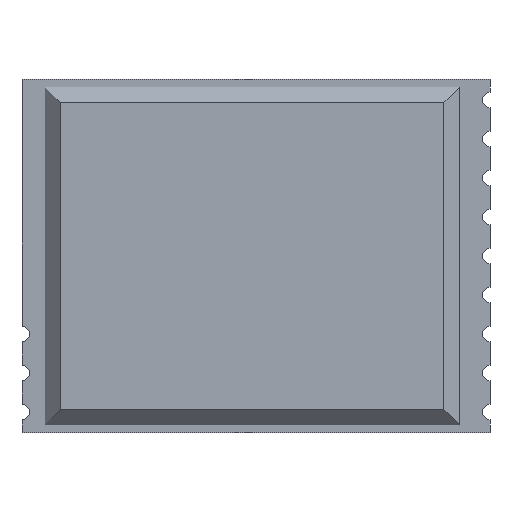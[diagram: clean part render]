
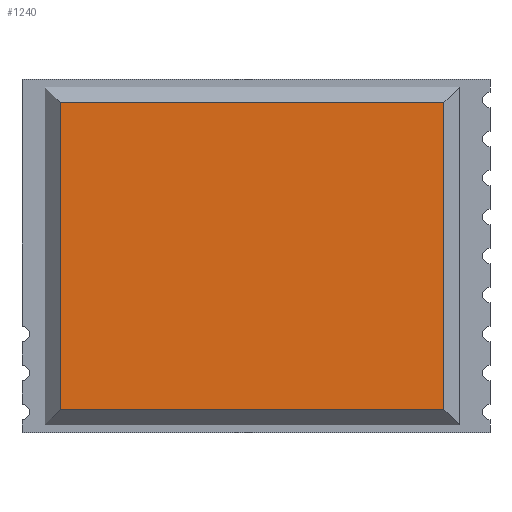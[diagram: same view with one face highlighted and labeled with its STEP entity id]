
A CAD part, top view. The second image highlights one B-rep face of the part: STEP entity #1240.
In plain terms, the highlighted planar face has unit normal (0, 0, 1).
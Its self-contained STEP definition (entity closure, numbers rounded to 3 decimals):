
#1201=CARTESIAN_POINT('',(0.,0.,1.49));
#1202=DIRECTION('',(0.,0.,1.));
#1203=DIRECTION('',(0.,1.,0.));
#1204=AXIS2_PLACEMENT_3D('',#1201,#1202,#1203);
#1205=PLANE('',#1204);
#1206=CARTESIAN_POINT('',(-12.74,-10.,1.49));
#1207=VERTEX_POINT('',#1206);
#1208=CARTESIAN_POINT('',(12.24,-10.,1.49));
#1209=VERTEX_POINT('',#1208);
#1210=CARTESIAN_POINT('',(-12.74,-10.,1.49));
#1211=DIRECTION('',(1.,0.,-0.));
#1212=VECTOR('',#1211,24.98);
#1213=LINE('',#1210,#1212);
#1214=EDGE_CURVE('',#1207,#1209,#1213,.T.);
#1215=ORIENTED_EDGE('',*,*,#1214,.T.);
#1216=CARTESIAN_POINT('',(12.24,10.,1.49));
#1217=VERTEX_POINT('',#1216);
#1218=CARTESIAN_POINT('',(12.24,-10.,1.49));
#1219=DIRECTION('',(0.,1.,0.));
#1220=VECTOR('',#1219,20.);
#1221=LINE('',#1218,#1220);
#1222=EDGE_CURVE('',#1209,#1217,#1221,.T.);
#1223=ORIENTED_EDGE('',*,*,#1222,.T.);
#1224=CARTESIAN_POINT('',(-12.74,10.,1.49));
#1225=VERTEX_POINT('',#1224);
#1226=CARTESIAN_POINT('',(12.24,10.,1.49));
#1227=DIRECTION('',(-1.,0.,0.));
#1228=VECTOR('',#1227,24.98);
#1229=LINE('',#1226,#1228);
#1230=EDGE_CURVE('',#1217,#1225,#1229,.T.);
#1231=ORIENTED_EDGE('',*,*,#1230,.T.);
#1232=CARTESIAN_POINT('',(-12.74,10.,1.49));
#1233=DIRECTION('',(0.,-1.,0.));
#1234=VECTOR('',#1233,20.);
#1235=LINE('',#1232,#1234);
#1236=EDGE_CURVE('',#1225,#1207,#1235,.T.);
#1237=ORIENTED_EDGE('',*,*,#1236,.T.);
#1238=EDGE_LOOP('',(#1215,#1223,#1231,#1237));
#1239=FACE_BOUND('',#1238,.T.);
#1240=ADVANCED_FACE('',(#1239),#1205,.T.);
